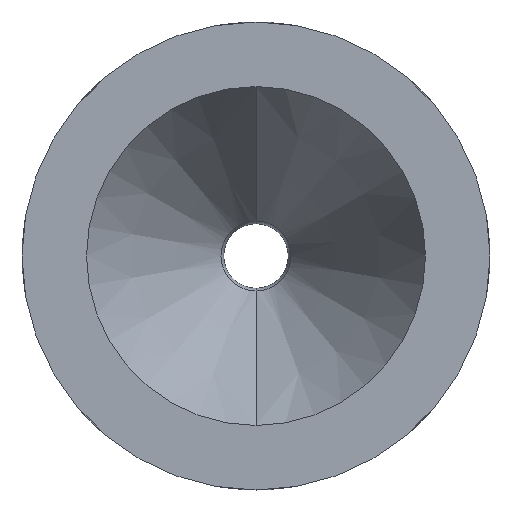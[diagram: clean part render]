
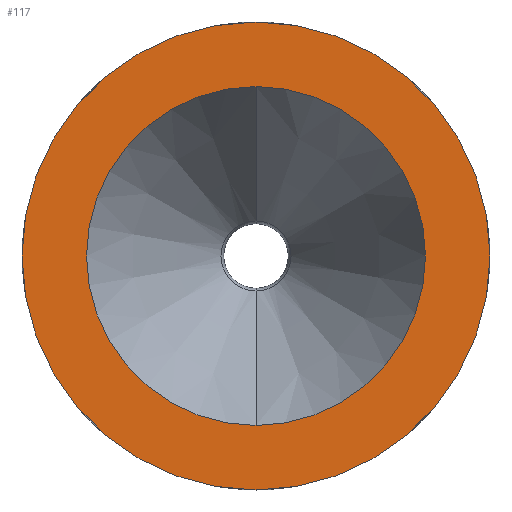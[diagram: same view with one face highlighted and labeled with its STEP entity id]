
A CAD part, left-side view. The second image highlights one B-rep face of the part: STEP entity #117.
In plain terms, the highlighted planar face has unit normal (-1, 0, 0).
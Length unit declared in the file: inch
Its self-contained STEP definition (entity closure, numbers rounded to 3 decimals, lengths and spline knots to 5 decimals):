
#86 = CARTESIAN_POINT ( 'NONE',  ( -2.04356, 0., 0. ) ) ;
#91 = EDGE_LOOP ( 'NONE', ( #911, #429 ) ) ;
#117 = ADVANCED_FACE ( 'NONE', ( #1497, #2202 ), #404, .F. ) ;
#212 = DIRECTION ( 'NONE',  ( 0., 0., -1. ) ) ;
#218 = EDGE_CURVE ( 'NONE', #1106, #2203, #2062, .T. ) ;
#226 = DIRECTION ( 'NONE',  ( -1., 0., 0. ) ) ;
#258 = DIRECTION ( 'NONE',  ( 0., 0., 1. ) ) ;
#259 = AXIS2_PLACEMENT_3D ( 'NONE', #2256, #981, #2043 ) ;
#310 = CARTESIAN_POINT ( 'NONE',  ( -2.04356, 0., 0.899 ) ) ;
#404 = PLANE ( 'NONE',  #1751 ) ;
#409 = ORIENTED_EDGE ( 'NONE', *, *, #595, .T. ) ;
#416 = DIRECTION ( 'NONE',  ( 1., 0., 0. ) ) ;
#429 = ORIENTED_EDGE ( 'NONE', *, *, #218, .F. ) ;
#595 = EDGE_CURVE ( 'NONE', #1917, #2305, #1898, .T. ) ;
#698 = CIRCLE ( 'NONE', #2036, 0.899 ) ;
#784 = DIRECTION ( 'NONE',  ( -1., 0., 0. ) ) ;
#911 = ORIENTED_EDGE ( 'NONE', *, *, #1182, .F. ) ;
#981 = DIRECTION ( 'NONE',  ( -1., 0., 0. ) ) ;
#1061 = AXIS2_PLACEMENT_3D ( 'NONE', #2105, #784, #1702 ) ;
#1106 = VERTEX_POINT ( 'NONE', #2200 ) ;
#1129 = CARTESIAN_POINT ( 'NONE',  ( -2.04356, 0., 0. ) ) ;
#1182 = EDGE_CURVE ( 'NONE', #2203, #1106, #1928, .T. ) ;
#1244 = AXIS2_PLACEMENT_3D ( 'NONE', #1687, #1506, #258 ) ;
#1335 = CARTESIAN_POINT ( 'NONE',  ( -2.04356, 0., -0.899 ) ) ;
#1497 = FACE_BOUND ( 'NONE', #91, .T. ) ;
#1506 = DIRECTION ( 'NONE',  ( -1., 0., 0. ) ) ;
#1513 = EDGE_LOOP ( 'NONE', ( #2048, #409 ) ) ;
#1521 = DIRECTION ( 'NONE',  ( 0., 0., 1. ) ) ;
#1687 = CARTESIAN_POINT ( 'NONE',  ( -2.04356, 0., 0. ) ) ;
#1702 = DIRECTION ( 'NONE',  ( 0., 0., 1. ) ) ;
#1751 = AXIS2_PLACEMENT_3D ( 'NONE', #1129, #416, #212 ) ;
#1895 = CARTESIAN_POINT ( 'NONE',  ( -2.04356, 0., 0.651 ) ) ;
#1898 = CIRCLE ( 'NONE', #1244, 0.899 ) ;
#1917 = VERTEX_POINT ( 'NONE', #1335 ) ;
#1928 = CIRCLE ( 'NONE', #259, 0.651 ) ;
#2036 = AXIS2_PLACEMENT_3D ( 'NONE', #86, #226, #1521 ) ;
#2043 = DIRECTION ( 'NONE',  ( 0., 0., 1. ) ) ;
#2048 = ORIENTED_EDGE ( 'NONE', *, *, #2182, .T. ) ;
#2062 = CIRCLE ( 'NONE', #1061, 0.651 ) ;
#2105 = CARTESIAN_POINT ( 'NONE',  ( -2.04356, 0., 0. ) ) ;
#2182 = EDGE_CURVE ( 'NONE', #2305, #1917, #698, .T. ) ;
#2200 = CARTESIAN_POINT ( 'NONE',  ( -2.04356, 0., -0.651 ) ) ;
#2202 = FACE_OUTER_BOUND ( 'NONE', #1513, .T. ) ;
#2203 = VERTEX_POINT ( 'NONE', #1895 ) ;
#2256 = CARTESIAN_POINT ( 'NONE',  ( -2.04356, 0., 0. ) ) ;
#2305 = VERTEX_POINT ( 'NONE', #310 ) ;
